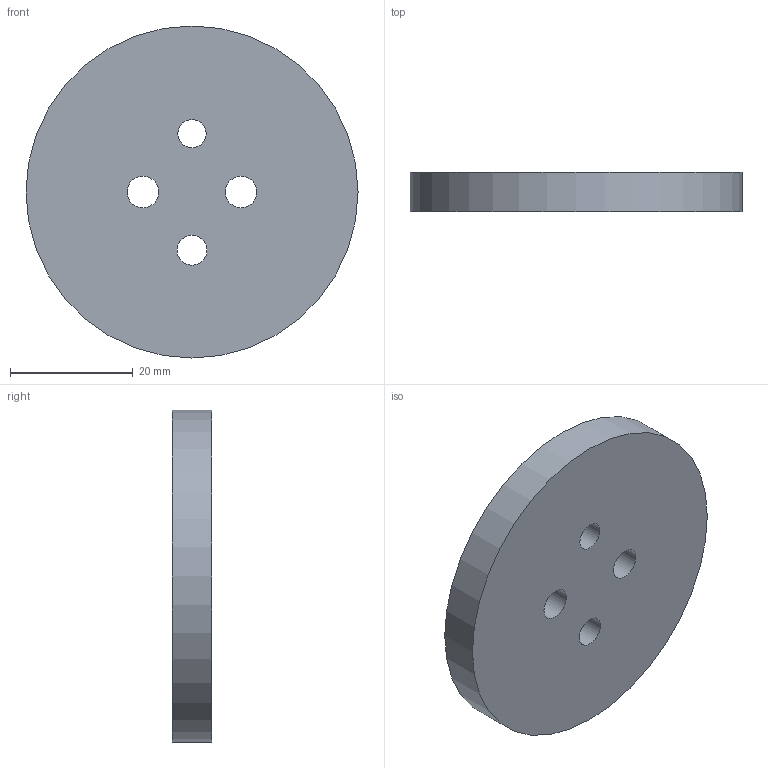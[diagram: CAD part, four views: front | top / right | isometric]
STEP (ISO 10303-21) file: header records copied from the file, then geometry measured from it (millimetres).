
FILE_DESCRIPTION(('FreeCAD Model'),'2;1');
FILE_NAME('Open CASCADE Shape Model','2022-02-13T12:54:37',('Author'),( ''),'Open CASCADE STEP processor 7.5','FreeCAD','Unknown');
FILE_SCHEMA(('AUTOMOTIVE_DESIGN { 1 0 10303 214 1 1 1 1 }'));
Length unit declared in the file: millimetre
Products named in the file (1): Body
Bounding box: 54.12 x 6.4 x 54.12 mm (x, y, z)
Volume: 14228.8 mm3; surface area: 5932.3 mm2
Topology: 1 solids, 1 shells, 7 faces, 15 edges, 10 vertices
Faces by surface type: cylinder 5, plane 2
Full cylindrical faces by diameter (mm): 4.607 x1, 4.866 x1, 5.142 x1, 5.166 x1, 54.118 x1
Entity records: 412 total; most frequent: CARTESIAN_POINT 83, DIRECTION 51, ORIENTED_EDGE 30, PCURVE 30, DEFINITIONAL_REPRESENTATION 30, B_SPLINE_CURVE_WITH_KNOTS 20, CIRCLE 20, AXIS2_PLACEMENT_3D 18
